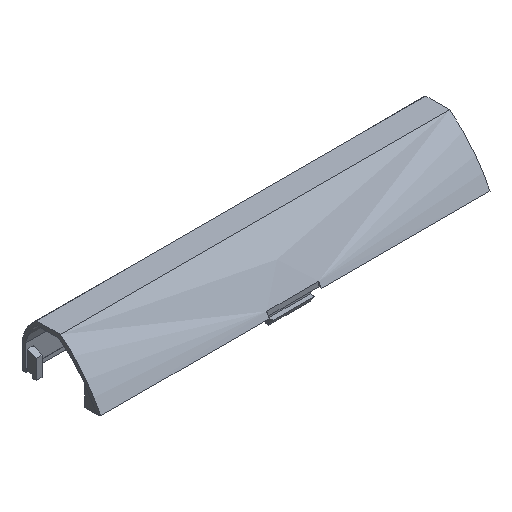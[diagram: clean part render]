
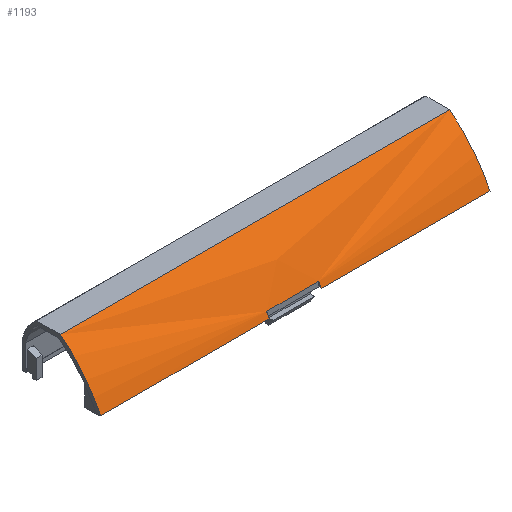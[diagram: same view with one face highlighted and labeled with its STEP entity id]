
A CAD part, isometric view. The second image highlights one B-rep face of the part: STEP entity #1193.
In plain terms, the highlighted face is a extrusion surface.
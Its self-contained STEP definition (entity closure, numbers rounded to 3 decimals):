
#193 = VERTEX_POINT('',#194);
#194 = CARTESIAN_POINT('',(0.,-0.57,14.5));
#200 = EDGE_CURVE('',#193,#201,#203,.T.);
#201 = VERTEX_POINT('',#202);
#202 = CARTESIAN_POINT('',(0.,-12.25,0.));
#203 = B_SPLINE_CURVE_WITH_KNOTS('',2,(#204,#205,#206),.UNSPECIFIED.,.F.
  ,.F.,(3,3),(0.,1.),.PIECEWISE_BEZIER_KNOTS.);
#204 = CARTESIAN_POINT('',(0.,-0.57,14.5));
#205 = CARTESIAN_POINT('',(0.,-7.486,9.481));
#206 = CARTESIAN_POINT('',(0.,-12.25,0.));
#350 = VERTEX_POINT('',#351);
#351 = CARTESIAN_POINT('',(112.3,-0.57,14.5));
#357 = EDGE_CURVE('',#350,#358,#360,.T.);
#358 = VERTEX_POINT('',#359);
#359 = CARTESIAN_POINT('',(112.3,-12.25,0.));
#360 = B_SPLINE_CURVE_WITH_KNOTS('',2,(#361,#362,#363),.UNSPECIFIED.,.F.
  ,.F.,(3,3),(0.,1.),.PIECEWISE_BEZIER_KNOTS.);
#361 = CARTESIAN_POINT('',(112.3,-0.57,14.5));
#362 = CARTESIAN_POINT('',(112.3,-7.486,9.481));
#363 = CARTESIAN_POINT('',(112.3,-12.25,0.));
#618 = EDGE_CURVE('',#193,#350,#619,.T.);
#619 = LINE('',#620,#621);
#620 = CARTESIAN_POINT('',(0.,-0.57,14.5));
#621 = VECTOR('',#622,1.);
#622 = DIRECTION('',(1.,0.,0.));
#1087 = EDGE_CURVE('',#201,#1088,#1090,.T.);
#1088 = VERTEX_POINT('',#1089);
#1089 = CARTESIAN_POINT('',(48.65,-12.25,0.));
#1090 = LINE('',#1091,#1092);
#1091 = CARTESIAN_POINT('',(0.,-12.25,0.));
#1092 = VECTOR('',#1093,1.);
#1093 = DIRECTION('',(1.,0.,0.));
#1112 = VERTEX_POINT('',#1113);
#1113 = CARTESIAN_POINT('',(63.65,-12.25,0.));
#1119 = EDGE_CURVE('',#1112,#358,#1120,.T.);
#1120 = LINE('',#1121,#1122);
#1121 = CARTESIAN_POINT('',(0.,-12.25,0.));
#1122 = VECTOR('',#1123,1.);
#1123 = DIRECTION('',(1.,0.,0.));
#1193 = ADVANCED_FACE('',(#1194),#1230,.F.);
#1194 = FACE_BOUND('',#1195,.F.);
#1195 = EDGE_LOOP('',(#1196,#1197,#1198,#1199,#1200,#1210,#1221,#1229));
#1196 = ORIENTED_EDGE('',*,*,#200,.F.);
#1197 = ORIENTED_EDGE('',*,*,#618,.T.);
#1198 = ORIENTED_EDGE('',*,*,#357,.T.);
#1199 = ORIENTED_EDGE('',*,*,#1119,.F.);
#1200 = ORIENTED_EDGE('',*,*,#1201,.T.);
#1201 = EDGE_CURVE('',#1112,#1202,#1204,.T.);
#1202 = VERTEX_POINT('',#1203);
#1203 = CARTESIAN_POINT('',(63.65,-11.5,1.44));
#1204 = B_SPLINE_CURVE_WITH_KNOTS('',4,(#1205,#1206,#1207,#1208,#1209),
  .UNSPECIFIED.,.F.,.F.,(5,5),(0.,1.),.PIECEWISE_BEZIER_KNOTS.);
#1205 = CARTESIAN_POINT('',(63.65,-12.25,0.));
#1206 = CARTESIAN_POINT('',(63.65,-12.068,0.363));
#1207 = CARTESIAN_POINT('',(63.65,-11.882,0.724));
#1208 = CARTESIAN_POINT('',(63.65,-11.693,1.083));
#1209 = CARTESIAN_POINT('',(63.65,-11.5,1.44));
#1210 = ORIENTED_EDGE('',*,*,#1211,.T.);
#1211 = EDGE_CURVE('',#1202,#1212,#1214,.T.);
#1212 = VERTEX_POINT('',#1213);
#1213 = CARTESIAN_POINT('',(48.65,-11.5,1.44));
#1214 = B_SPLINE_CURVE_WITH_KNOTS('',5,(#1215,#1216,#1217,#1218,#1219,
    #1220),.UNSPECIFIED.,.F.,.F.,(6,6),(0.,1.),
  .PIECEWISE_BEZIER_KNOTS.);
#1215 = CARTESIAN_POINT('',(63.65,-11.5,1.44));
#1216 = CARTESIAN_POINT('',(61.133,-11.5,1.44));
#1217 = CARTESIAN_POINT('',(57.888,-11.5,1.44));
#1218 = CARTESIAN_POINT('',(54.412,-11.5,1.44));
#1219 = CARTESIAN_POINT('',(51.167,-11.5,1.44));
#1220 = CARTESIAN_POINT('',(48.65,-11.5,1.44));
#1221 = ORIENTED_EDGE('',*,*,#1222,.F.);
#1222 = EDGE_CURVE('',#1088,#1212,#1223,.T.);
#1223 = B_SPLINE_CURVE_WITH_KNOTS('',4,(#1224,#1225,#1226,#1227,#1228),
  .UNSPECIFIED.,.F.,.F.,(5,5),(0.,1.),.PIECEWISE_BEZIER_KNOTS.);
#1224 = CARTESIAN_POINT('',(48.65,-12.25,0.));
#1225 = CARTESIAN_POINT('',(48.65,-12.068,0.363));
#1226 = CARTESIAN_POINT('',(48.65,-11.882,0.724));
#1227 = CARTESIAN_POINT('',(48.65,-11.693,1.083));
#1228 = CARTESIAN_POINT('',(48.65,-11.5,1.44));
#1229 = ORIENTED_EDGE('',*,*,#1087,.F.);
#1230 = SURFACE_OF_LINEAR_EXTRUSION('',#1231,#1235);
#1231 = B_SPLINE_CURVE_WITH_KNOTS('',2,(#1232,#1233,#1234),
  .UNSPECIFIED.,.F.,.F.,(3,3),(0.,1.),.PIECEWISE_BEZIER_KNOTS.);
#1232 = CARTESIAN_POINT('',(0.,-0.57,14.5));
#1233 = CARTESIAN_POINT('',(0.,-7.486,9.481));
#1234 = CARTESIAN_POINT('',(0.,-12.25,0.));
#1235 = VECTOR('',#1236,1.);
#1236 = DIRECTION('',(-1.,0.,0.));
